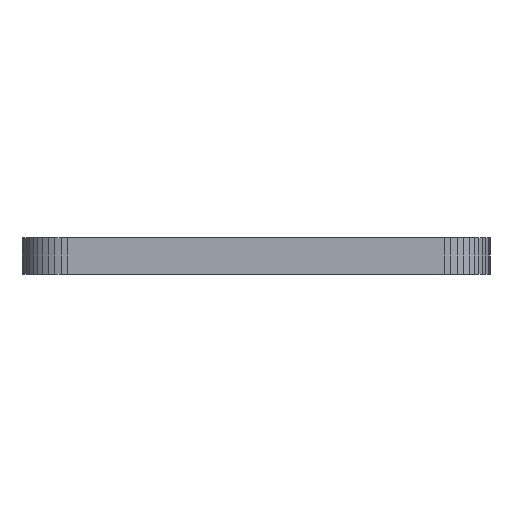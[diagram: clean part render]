
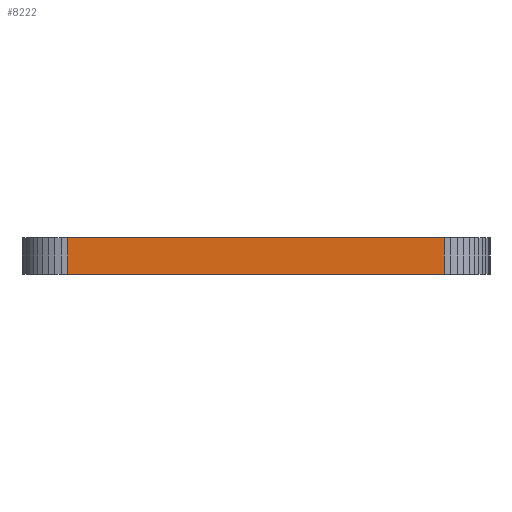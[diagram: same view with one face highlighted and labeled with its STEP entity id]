
A CAD part, left-side view. The second image highlights one B-rep face of the part: STEP entity #8222.
In plain terms, the highlighted planar face has unit normal (-1, 0, 0).
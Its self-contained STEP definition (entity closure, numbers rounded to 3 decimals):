
#90 = PLANE('',#91);
#91 = AXIS2_PLACEMENT_3D('',#92,#93,#94);
#92 = CARTESIAN_POINT('',(65.69,-37.4,1.58));
#93 = DIRECTION('',(-0.,-0.,-1.));
#94 = DIRECTION('',(-1.,0.,0.));
#144 = PLANE('',#145);
#145 = AXIS2_PLACEMENT_3D('',#146,#147,#148);
#146 = CARTESIAN_POINT('',(65.69,-37.4,0.));
#147 = DIRECTION('',(-0.,-0.,-1.));
#148 = DIRECTION('',(-1.,0.,0.));
#1177 = VERTEX_POINT('',#1178);
#1178 = CARTESIAN_POINT('',(53.69,-45.65,0.));
#1192 = PLANE('',#1193);
#1193 = AXIS2_PLACEMENT_3D('',#1194,#1195,#1196);
#1194 = CARTESIAN_POINT('',(53.71,-45.935,0.));
#1195 = DIRECTION('',(-0.998,-0.068,0.));
#1196 = DIRECTION('',(-0.068,0.998,0.));
#1204 = EDGE_CURVE('',#1177,#1205,#1207,.T.);
#1205 = VERTEX_POINT('',#1206);
#1206 = CARTESIAN_POINT('',(53.69,-29.15,0.));
#1207 = SURFACE_CURVE('',#1208,(#1212,#1219),.PCURVE_S1.);
#1208 = LINE('',#1209,#1210);
#1209 = CARTESIAN_POINT('',(53.69,-45.65,0.));
#1210 = VECTOR('',#1211,1.);
#1211 = DIRECTION('',(0.,1.,0.));
#1212 = PCURVE('',#144,#1213);
#1213 = DEFINITIONAL_REPRESENTATION('',(#1214),#1218);
#1214 = LINE('',#1215,#1216);
#1215 = CARTESIAN_POINT('',(12.,-8.25));
#1216 = VECTOR('',#1217,1.);
#1217 = DIRECTION('',(0.,1.));
#1218 = ( GEOMETRIC_REPRESENTATION_CONTEXT(2) 
PARAMETRIC_REPRESENTATION_CONTEXT() REPRESENTATION_CONTEXT('2D SPACE',''
  ) );
#1219 = PCURVE('',#1220,#1225);
#1220 = PLANE('',#1221);
#1221 = AXIS2_PLACEMENT_3D('',#1222,#1223,#1224);
#1222 = CARTESIAN_POINT('',(53.69,-45.65,0.));
#1223 = DIRECTION('',(-1.,0.,0.));
#1224 = DIRECTION('',(0.,1.,0.));
#1225 = DEFINITIONAL_REPRESENTATION('',(#1226),#1230);
#1226 = LINE('',#1227,#1228);
#1227 = CARTESIAN_POINT('',(0.,0.));
#1228 = VECTOR('',#1229,1.);
#1229 = DIRECTION('',(1.,0.));
#1230 = ( GEOMETRIC_REPRESENTATION_CONTEXT(2) 
PARAMETRIC_REPRESENTATION_CONTEXT() REPRESENTATION_CONTEXT('2D SPACE',''
  ) );
#1248 = PLANE('',#1249);
#1249 = AXIS2_PLACEMENT_3D('',#1250,#1251,#1252);
#1250 = CARTESIAN_POINT('',(53.69,-29.15,0.));
#1251 = DIRECTION('',(-0.998,0.068,0.));
#1252 = DIRECTION('',(0.068,0.998,0.));
#5075 = VERTEX_POINT('',#5076);
#5076 = CARTESIAN_POINT('',(53.69,-45.65,1.58));
#5097 = EDGE_CURVE('',#5075,#5098,#5100,.T.);
#5098 = VERTEX_POINT('',#5099);
#5099 = CARTESIAN_POINT('',(53.69,-29.15,1.58));
#5100 = SURFACE_CURVE('',#5101,(#5105,#5112),.PCURVE_S1.);
#5101 = LINE('',#5102,#5103);
#5102 = CARTESIAN_POINT('',(53.69,-45.65,1.58));
#5103 = VECTOR('',#5104,1.);
#5104 = DIRECTION('',(0.,1.,0.));
#5105 = PCURVE('',#90,#5106);
#5106 = DEFINITIONAL_REPRESENTATION('',(#5107),#5111);
#5107 = LINE('',#5108,#5109);
#5108 = CARTESIAN_POINT('',(12.,-8.25));
#5109 = VECTOR('',#5110,1.);
#5110 = DIRECTION('',(0.,1.));
#5111 = ( GEOMETRIC_REPRESENTATION_CONTEXT(2) 
PARAMETRIC_REPRESENTATION_CONTEXT() REPRESENTATION_CONTEXT('2D SPACE',''
  ) );
#5112 = PCURVE('',#1220,#5113);
#5113 = DEFINITIONAL_REPRESENTATION('',(#5114),#5118);
#5114 = LINE('',#5115,#5116);
#5115 = CARTESIAN_POINT('',(0.,-1.58));
#5116 = VECTOR('',#5117,1.);
#5117 = DIRECTION('',(1.,0.));
#5118 = ( GEOMETRIC_REPRESENTATION_CONTEXT(2) 
PARAMETRIC_REPRESENTATION_CONTEXT() REPRESENTATION_CONTEXT('2D SPACE',''
  ) );
#8172 = EDGE_CURVE('',#1205,#5098,#8173,.T.);
#8173 = SURFACE_CURVE('',#8174,(#8178,#8185),.PCURVE_S1.);
#8174 = LINE('',#8175,#8176);
#8175 = CARTESIAN_POINT('',(53.69,-29.15,0.));
#8176 = VECTOR('',#8177,1.);
#8177 = DIRECTION('',(0.,0.,1.));
#8178 = PCURVE('',#1248,#8179);
#8179 = DEFINITIONAL_REPRESENTATION('',(#8180),#8184);
#8180 = LINE('',#8181,#8182);
#8181 = CARTESIAN_POINT('',(0.,0.));
#8182 = VECTOR('',#8183,1.);
#8183 = DIRECTION('',(0.,-1.));
#8184 = ( GEOMETRIC_REPRESENTATION_CONTEXT(2) 
PARAMETRIC_REPRESENTATION_CONTEXT() REPRESENTATION_CONTEXT('2D SPACE',''
  ) );
#8185 = PCURVE('',#1220,#8186);
#8186 = DEFINITIONAL_REPRESENTATION('',(#8187),#8191);
#8187 = LINE('',#8188,#8189);
#8188 = CARTESIAN_POINT('',(16.5,0.));
#8189 = VECTOR('',#8190,1.);
#8190 = DIRECTION('',(0.,-1.));
#8191 = ( GEOMETRIC_REPRESENTATION_CONTEXT(2) 
PARAMETRIC_REPRESENTATION_CONTEXT() REPRESENTATION_CONTEXT('2D SPACE',''
  ) );
#8222 = ADVANCED_FACE('',(#8223),#1220,.T.);
#8223 = FACE_BOUND('',#8224,.T.);
#8224 = EDGE_LOOP('',(#8225,#8246,#8247,#8248));
#8225 = ORIENTED_EDGE('',*,*,#8226,.T.);
#8226 = EDGE_CURVE('',#1177,#5075,#8227,.T.);
#8227 = SURFACE_CURVE('',#8228,(#8232,#8239),.PCURVE_S1.);
#8228 = LINE('',#8229,#8230);
#8229 = CARTESIAN_POINT('',(53.69,-45.65,0.));
#8230 = VECTOR('',#8231,1.);
#8231 = DIRECTION('',(0.,0.,1.));
#8232 = PCURVE('',#1220,#8233);
#8233 = DEFINITIONAL_REPRESENTATION('',(#8234),#8238);
#8234 = LINE('',#8235,#8236);
#8235 = CARTESIAN_POINT('',(0.,0.));
#8236 = VECTOR('',#8237,1.);
#8237 = DIRECTION('',(0.,-1.));
#8238 = ( GEOMETRIC_REPRESENTATION_CONTEXT(2) 
PARAMETRIC_REPRESENTATION_CONTEXT() REPRESENTATION_CONTEXT('2D SPACE',''
  ) );
#8239 = PCURVE('',#1192,#8240);
#8240 = DEFINITIONAL_REPRESENTATION('',(#8241),#8245);
#8241 = LINE('',#8242,#8243);
#8242 = CARTESIAN_POINT('',(0.286,0.));
#8243 = VECTOR('',#8244,1.);
#8244 = DIRECTION('',(0.,-1.));
#8245 = ( GEOMETRIC_REPRESENTATION_CONTEXT(2) 
PARAMETRIC_REPRESENTATION_CONTEXT() REPRESENTATION_CONTEXT('2D SPACE',''
  ) );
#8246 = ORIENTED_EDGE('',*,*,#5097,.T.);
#8247 = ORIENTED_EDGE('',*,*,#8172,.F.);
#8248 = ORIENTED_EDGE('',*,*,#1204,.F.);
